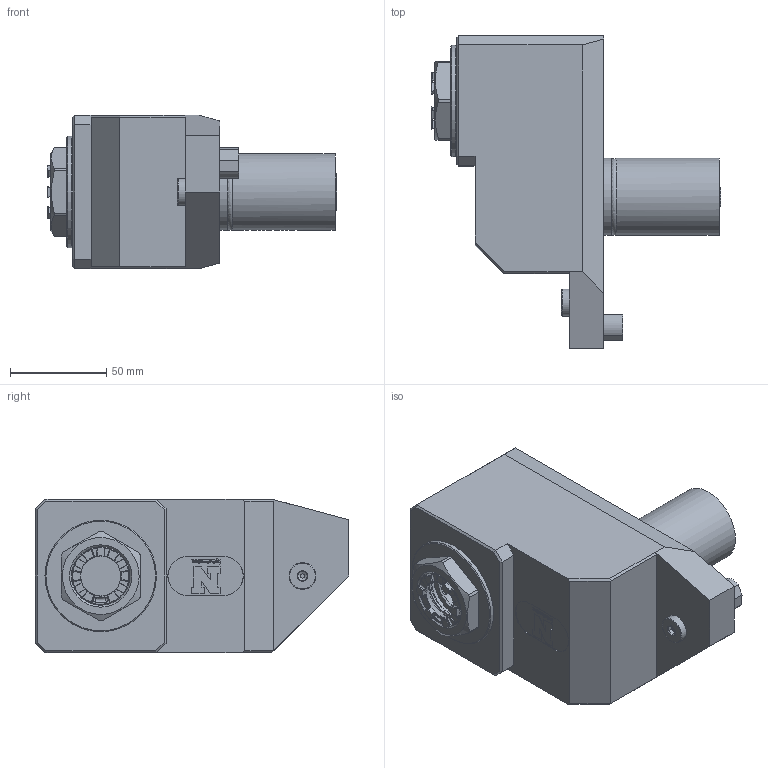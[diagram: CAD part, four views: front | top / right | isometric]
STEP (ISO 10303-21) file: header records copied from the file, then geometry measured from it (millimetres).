
FILE_DESCRIPTION(/* description */ ('8 019 45 116.04'),/* implementation_level */ '2;1');
FILE_NAME(/* name */ '8 019 45 116.04',/* time_stamp */ '2022-02-07T07:39:25+01:00',/* author */ ('heimatec GmbH'),/* organization */ (''),/* preprocessor_version */ 'ST-DEVELOPER v16.7',/* originating_system */ 'Solid Edge',/* authorisation */ 'Unknown');
FILE_SCHEMA (('AUTOMOTIVE_DESIGN {1 0 10303 214 3 1 1}'));
Length unit declared in the file: millimetre
Products named in the file (1): Part4
Bounding box: 150.9 x 163 x 80 mm (x, y, z)
Volume: 809545.9 mm3; surface area: 73544.6 mm2
Topology: 1 solids, 2 shells, 388 faces, 1018 edges, 669 vertices
Faces by surface type: plane 237, cylinder 121, cone 22, torus 4, bspline 2, sphere 2
Full cylindrical faces by diameter (mm): 0.425 x1, 0.51 x1, 1.6 x1, 5.949 x1, 10 x1, 12 x1, 14 x1, 20 x1, 20.9 x1, 26.5 x1, 29.5 x1, 30.376 x2, 32.2 x1, 38.8 x2, 40 x2, 45 x1, 55 x1, 58 x1
Entity records: 11998 total; most frequent: CARTESIAN_POINT 2749, ORIENTED_EDGE 1916, DIRECTION 1828, EDGE_CURVE 958, VERTEX_POINT 648, AXIS2_PLACEMENT_3D 627, LINE 574, VECTOR 574
